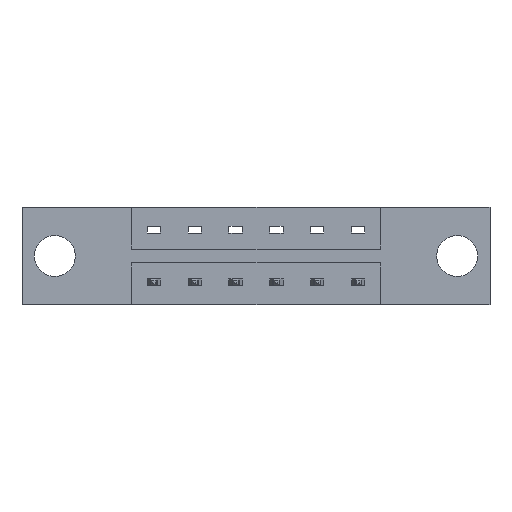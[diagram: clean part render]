
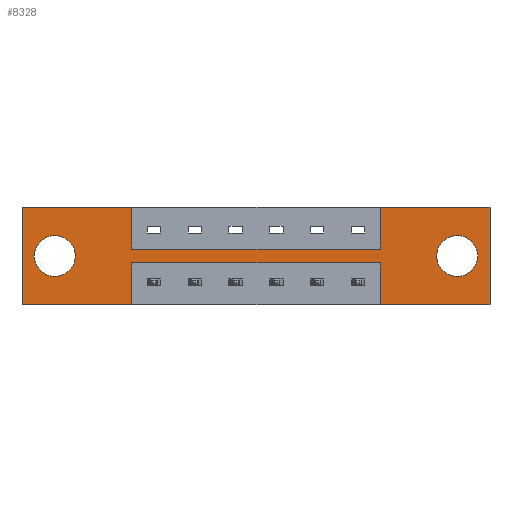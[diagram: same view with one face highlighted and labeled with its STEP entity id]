
A CAD part, front view. The second image highlights one B-rep face of the part: STEP entity #8328.
In plain terms, the highlighted planar face has unit normal (0, -1, 0).
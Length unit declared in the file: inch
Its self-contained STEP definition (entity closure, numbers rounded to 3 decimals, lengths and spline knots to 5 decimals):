
#82 = CARTESIAN_POINT ( 'NONE',  ( 0.4175, 0., -0.37 ) ) ;
#155 = DIRECTION ( 'NONE',  ( 0., 0., -1. ) ) ;
#168 = ORIENTED_EDGE ( 'NONE', *, *, #6294, .F. ) ;
#192 = DIRECTION ( 'NONE',  ( 0., 1., 0. ) ) ;
#203 = CARTESIAN_POINT ( 'NONE',  ( 1.659, 0., -0.185 ) ) ;
#302 = CARTESIAN_POINT ( 'NONE',  ( 0., 0., 0. ) ) ;
#304 = DIRECTION ( 'NONE',  ( 0., 0., 1. ) ) ;
#341 = DIRECTION ( 'NONE',  ( 0., 1., 0. ) ) ;
#349 = CARTESIAN_POINT ( 'NONE',  ( 0.125, 0., -0.185 ) ) ;
#399 = ORIENTED_EDGE ( 'NONE', *, *, #2639, .F. ) ;
#456 = VERTEX_POINT ( 'NONE', #6231 ) ;
#490 = VERTEX_POINT ( 'NONE', #82 ) ;
#646 = LINE ( 'NONE', #302, #5460 ) ;
#718 = CARTESIAN_POINT ( 'NONE',  ( 0., 0., 0. ) ) ;
#994 = CARTESIAN_POINT ( 'NONE',  ( 0., 0., -0.37 ) ) ;
#1042 = CARTESIAN_POINT ( 'NONE',  ( 1.784, 0., 0. ) ) ;
#1074 = CARTESIAN_POINT ( 'NONE',  ( 1.784, 0., 0. ) ) ;
#1097 = DIRECTION ( 'NONE',  ( 0., 0., -1. ) ) ;
#1152 = VECTOR ( 'NONE', #7541, 39.37008 ) ;
#1164 = VERTEX_POINT ( 'NONE', #5600 ) ;
#1173 = EDGE_CURVE ( 'NONE', #1699, #490, #7524, .T. ) ;
#1256 = LINE ( 'NONE', #6331, #3016 ) ;
#1398 = EDGE_CURVE ( 'NONE', #1826, #4018, #7428, .T. ) ;
#1406 = ORIENTED_EDGE ( 'NONE', *, *, #4801, .F. ) ;
#1489 = CIRCLE ( 'NONE', #2159, 0.078 ) ;
#1582 = VERTEX_POINT ( 'NONE', #1042 ) ;
#1623 = LINE ( 'NONE', #7023, #4839 ) ;
#1699 = VERTEX_POINT ( 'NONE', #7536 ) ;
#1726 = CARTESIAN_POINT ( 'NONE',  ( 1.3665, 0., 0. ) ) ;
#1730 = LINE ( 'NONE', #3607, #3238 ) ;
#1826 = VERTEX_POINT ( 'NONE', #4232 ) ;
#1892 = FACE_BOUND ( 'NONE', #8192, .T. ) ;
#2057 = ORIENTED_EDGE ( 'NONE', *, *, #7794, .F. ) ;
#2159 = AXIS2_PLACEMENT_3D ( 'NONE', #349, #341, #304 ) ;
#2293 = DIRECTION ( 'NONE',  ( 0., 0., -1. ) ) ;
#2448 = CARTESIAN_POINT ( 'NONE',  ( 0.125, 0., -0.107 ) ) ;
#2470 = EDGE_CURVE ( 'NONE', #1582, #456, #6435, .T. ) ;
#2582 = CARTESIAN_POINT ( 'NONE',  ( 1.3665, 0., -0.1585 ) ) ;
#2588 = AXIS2_PLACEMENT_3D ( 'NONE', #203, #192, #155 ) ;
#2639 = EDGE_CURVE ( 'NONE', #3755, #5396, #6720, .T. ) ;
#2657 = ORIENTED_EDGE ( 'NONE', *, *, #3940, .F. ) ;
#2758 = ORIENTED_EDGE ( 'NONE', *, *, #3719, .T. ) ;
#3016 = VECTOR ( 'NONE', #6216, 39.37008 ) ;
#3061 = EDGE_CURVE ( 'NONE', #5751, #3755, #646, .T. ) ;
#3093 = DIRECTION ( 'NONE',  ( 0., 0., 1. ) ) ;
#3238 = VECTOR ( 'NONE', #7631, 39.37008 ) ;
#3328 = LINE ( 'NONE', #3443, #6690 ) ;
#3333 = ORIENTED_EDGE ( 'NONE', *, *, #5931, .F. ) ;
#3425 = DIRECTION ( 'NONE',  ( -1., 0., 0. ) ) ;
#3443 = CARTESIAN_POINT ( 'NONE',  ( 0.4175, 0., -0.2115 ) ) ;
#3528 = LINE ( 'NONE', #4637, #8342 ) ;
#3573 = FACE_BOUND ( 'NONE', #8047, .T. ) ;
#3607 = CARTESIAN_POINT ( 'NONE',  ( 0., 0., -0.37 ) ) ;
#3628 = CARTESIAN_POINT ( 'NONE',  ( 1.3665, 0., -0.2115 ) ) ;
#3688 = LINE ( 'NONE', #4879, #6659 ) ;
#3703 = VERTEX_POINT ( 'NONE', #3628 ) ;
#3719 = EDGE_CURVE ( 'NONE', #6994, #6405, #6144, .T. ) ;
#3755 = VERTEX_POINT ( 'NONE', #5739 ) ;
#3940 = EDGE_CURVE ( 'NONE', #490, #5751, #1730, .T. ) ;
#4018 = VERTEX_POINT ( 'NONE', #6723 ) ;
#4019 = CARTESIAN_POINT ( 'NONE',  ( 0.125, 0., -0.185 ) ) ;
#4051 = AXIS2_PLACEMENT_3D ( 'NONE', #5612, #4994, #1097 ) ;
#4098 = EDGE_CURVE ( 'NONE', #5396, #1164, #3528, .T. ) ;
#4103 = DIRECTION ( 'NONE',  ( 0., 0., -1. ) ) ;
#4163 = DIRECTION ( 'NONE',  ( 0., 1., 0. ) ) ;
#4211 = ORIENTED_EDGE ( 'NONE', *, *, #1398, .T. ) ;
#4232 = CARTESIAN_POINT ( 'NONE',  ( 1.659, 0., -0.107 ) ) ;
#4241 = CARTESIAN_POINT ( 'NONE',  ( 1.659, 0., -0.185 ) ) ;
#4319 = ORIENTED_EDGE ( 'NONE', *, *, #1173, .F. ) ;
#4596 = LINE ( 'NONE', #6677, #7933 ) ;
#4637 = CARTESIAN_POINT ( 'NONE',  ( 0.4175, 0., -0.1585 ) ) ;
#4747 = VECTOR ( 'NONE', #6567, 39.37008 ) ;
#4785 = CIRCLE ( 'NONE', #2588, 0.078 ) ;
#4801 = EDGE_CURVE ( 'NONE', #456, #6394, #1623, .T. ) ;
#4829 = ORIENTED_EDGE ( 'NONE', *, *, #2470, .F. ) ;
#4839 = VECTOR ( 'NONE', #7085, 39.37008 ) ;
#4879 = CARTESIAN_POINT ( 'NONE',  ( 0.4175, 0., -0.1585 ) ) ;
#4947 = DIRECTION ( 'NONE',  ( 1., 0., 0. ) ) ;
#4994 = DIRECTION ( 'NONE',  ( 0., -1., 0. ) ) ;
#5062 = VECTOR ( 'NONE', #5715, 39.37008 ) ;
#5067 = EDGE_LOOP ( 'NONE', ( #7944, #1406, #4829, #3333, #168, #2057, #7097, #399, #5633, #2657, #4319, #6041 ) ) ;
#5306 = FACE_OUTER_BOUND ( 'NONE', #5067, .T. ) ;
#5396 = VERTEX_POINT ( 'NONE', #7209 ) ;
#5460 = VECTOR ( 'NONE', #3093, 39.37008 ) ;
#5511 = EDGE_CURVE ( 'NONE', #3703, #1699, #3328, .T. ) ;
#5600 = CARTESIAN_POINT ( 'NONE',  ( 0.4175, 0., -0.1585 ) ) ;
#5612 = CARTESIAN_POINT ( 'NONE',  ( 0., 0., -0.37 ) ) ;
#5633 = ORIENTED_EDGE ( 'NONE', *, *, #3061, .F. ) ;
#5657 = VERTEX_POINT ( 'NONE', #1726 ) ;
#5715 = DIRECTION ( 'NONE',  ( 1., 0., 0. ) ) ;
#5739 = CARTESIAN_POINT ( 'NONE',  ( 0., 0., 0. ) ) ;
#5751 = VERTEX_POINT ( 'NONE', #994 ) ;
#5930 = ORIENTED_EDGE ( 'NONE', *, *, #7218, .T. ) ;
#5931 = EDGE_CURVE ( 'NONE', #5657, #1582, #4596, .T. ) ;
#6041 = ORIENTED_EDGE ( 'NONE', *, *, #5511, .F. ) ;
#6129 = ORIENTED_EDGE ( 'NONE', *, *, #7217, .T. ) ;
#6144 = CIRCLE ( 'NONE', #7572, 0.078 ) ;
#6216 = DIRECTION ( 'NONE',  ( 0., 0., 1. ) ) ;
#6231 = CARTESIAN_POINT ( 'NONE',  ( 1.784, 0., -0.37 ) ) ;
#6293 = LINE ( 'NONE', #7617, #1152 ) ;
#6294 = EDGE_CURVE ( 'NONE', #8012, #5657, #6293, .T. ) ;
#6331 = CARTESIAN_POINT ( 'NONE',  ( 1.3665, 0., -0.2115 ) ) ;
#6394 = VERTEX_POINT ( 'NONE', #6674 ) ;
#6405 = VERTEX_POINT ( 'NONE', #6640 ) ;
#6435 = LINE ( 'NONE', #1074, #4747 ) ;
#6468 = DIRECTION ( 'NONE',  ( 0., 0., 1. ) ) ;
#6567 = DIRECTION ( 'NONE',  ( 0., 0., -1. ) ) ;
#6594 = AXIS2_PLACEMENT_3D ( 'NONE', #4241, #4163, #4103 ) ;
#6640 = CARTESIAN_POINT ( 'NONE',  ( 0.125, 0., -0.263 ) ) ;
#6659 = VECTOR ( 'NONE', #4947, 39.37008 ) ;
#6674 = CARTESIAN_POINT ( 'NONE',  ( 1.3665, 0., -0.37 ) ) ;
#6677 = CARTESIAN_POINT ( 'NONE',  ( 0., 0., 0. ) ) ;
#6690 = VECTOR ( 'NONE', #3425, 39.37008 ) ;
#6720 = LINE ( 'NONE', #718, #5062 ) ;
#6723 = CARTESIAN_POINT ( 'NONE',  ( 1.659, 0., -0.263 ) ) ;
#6994 = VERTEX_POINT ( 'NONE', #2448 ) ;
#7010 = CARTESIAN_POINT ( 'NONE',  ( 0.4175, 0., -0.2115 ) ) ;
#7017 = DIRECTION ( 'NONE',  ( 0., 0., -1. ) ) ;
#7023 = CARTESIAN_POINT ( 'NONE',  ( 0., 0., -0.37 ) ) ;
#7085 = DIRECTION ( 'NONE',  ( -1., 0., 0. ) ) ;
#7097 = ORIENTED_EDGE ( 'NONE', *, *, #4098, .F. ) ;
#7182 = DIRECTION ( 'NONE',  ( 0., 1., 0. ) ) ;
#7209 = CARTESIAN_POINT ( 'NONE',  ( 0.4175, 0., 0. ) ) ;
#7217 = EDGE_CURVE ( 'NONE', #6405, #6994, #1489, .T. ) ;
#7218 = EDGE_CURVE ( 'NONE', #4018, #1826, #4785, .T. ) ;
#7332 = DIRECTION ( 'NONE',  ( 1., 0., 0. ) ) ;
#7333 = VECTOR ( 'NONE', #2293, 39.37008 ) ;
#7428 = CIRCLE ( 'NONE', #6594, 0.078 ) ;
#7474 = PLANE ( 'NONE',  #4051 ) ;
#7524 = LINE ( 'NONE', #7010, #7333 ) ;
#7536 = CARTESIAN_POINT ( 'NONE',  ( 0.4175, 0., -0.2115 ) ) ;
#7541 = DIRECTION ( 'NONE',  ( 0., 0., 1. ) ) ;
#7572 = AXIS2_PLACEMENT_3D ( 'NONE', #4019, #7182, #6468 ) ;
#7617 = CARTESIAN_POINT ( 'NONE',  ( 1.3665, 0., -0.1585 ) ) ;
#7631 = DIRECTION ( 'NONE',  ( -1., 0., 0. ) ) ;
#7680 = EDGE_CURVE ( 'NONE', #6394, #3703, #1256, .T. ) ;
#7794 = EDGE_CURVE ( 'NONE', #1164, #8012, #3688, .T. ) ;
#7933 = VECTOR ( 'NONE', #7332, 39.37008 ) ;
#7944 = ORIENTED_EDGE ( 'NONE', *, *, #7680, .F. ) ;
#8012 = VERTEX_POINT ( 'NONE', #2582 ) ;
#8047 = EDGE_LOOP ( 'NONE', ( #2758, #6129 ) ) ;
#8192 = EDGE_LOOP ( 'NONE', ( #4211, #5930 ) ) ;
#8328 = ADVANCED_FACE ( 'NONE', ( #1892, #3573, #5306 ), #7474, .T. ) ;
#8342 = VECTOR ( 'NONE', #7017, 39.37008 ) ;
